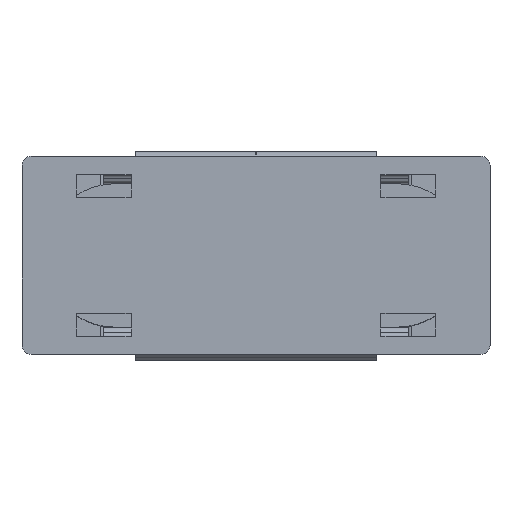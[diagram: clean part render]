
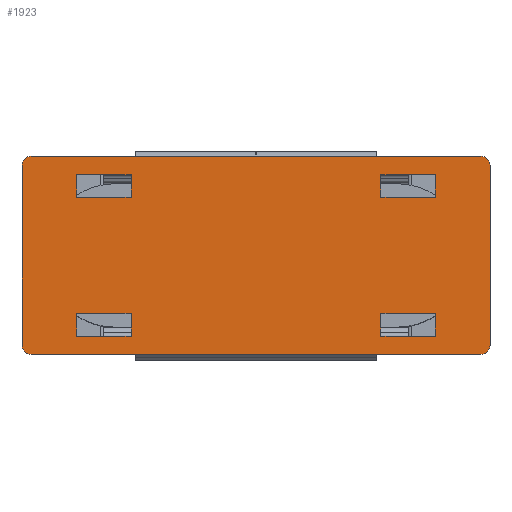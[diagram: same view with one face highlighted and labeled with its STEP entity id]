
A CAD part, top view. The second image highlights one B-rep face of the part: STEP entity #1923.
In plain terms, the highlighted planar face has unit normal (0, 0, 1).
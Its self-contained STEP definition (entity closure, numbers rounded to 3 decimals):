
#1923=ADVANCED_FACE('',(#5240,#5241,#5242,#5243,#5244),#5245,.T.);
#5240=FACE_BOUND('',#9285,.T.);
#5241=FACE_BOUND('',#9286,.T.);
#5242=FACE_OUTER_BOUND('',#9287,.T.);
#5243=FACE_BOUND('',#9288,.T.);
#5244=FACE_BOUND('',#9289,.T.);
#5245=PLANE('',#9290);
#9285=EDGE_LOOP('',(#22951,#22952,#22953,#22954));
#9286=EDGE_LOOP('',(#22955,#22956,#22957,#22958));
#9287=EDGE_LOOP('',(#22959,#22960,#22961,#22962,#22963,#22964,#22965,#22966));
#9288=EDGE_LOOP('',(#22967,#22968,#22969,#22970));
#9289=EDGE_LOOP('',(#22971,#22972,#22973,#22974));
#9290=AXIS2_PLACEMENT_3D('',#22975,#22976,#22977);
#22951=ORIENTED_EDGE('',*,*,#27936,.F.);
#22952=ORIENTED_EDGE('',*,*,#27937,.F.);
#22953=ORIENTED_EDGE('',*,*,#27938,.F.);
#22954=ORIENTED_EDGE('',*,*,#27939,.F.);
#22955=ORIENTED_EDGE('',*,*,#27940,.F.);
#22956=ORIENTED_EDGE('',*,*,#27941,.F.);
#22957=ORIENTED_EDGE('',*,*,#27942,.F.);
#22958=ORIENTED_EDGE('',*,*,#27943,.F.);
#22959=ORIENTED_EDGE('',*,*,#27944,.T.);
#22960=ORIENTED_EDGE('',*,*,#27945,.T.);
#22961=ORIENTED_EDGE('',*,*,#27946,.T.);
#22962=ORIENTED_EDGE('',*,*,#27947,.T.);
#22963=ORIENTED_EDGE('',*,*,#27948,.T.);
#22964=ORIENTED_EDGE('',*,*,#27949,.T.);
#22965=ORIENTED_EDGE('',*,*,#27950,.T.);
#22966=ORIENTED_EDGE('',*,*,#27951,.T.);
#22967=ORIENTED_EDGE('',*,*,#27952,.T.);
#22968=ORIENTED_EDGE('',*,*,#27953,.T.);
#22969=ORIENTED_EDGE('',*,*,#27954,.T.);
#22970=ORIENTED_EDGE('',*,*,#27955,.T.);
#22971=ORIENTED_EDGE('',*,*,#27956,.T.);
#22972=ORIENTED_EDGE('',*,*,#27957,.T.);
#22973=ORIENTED_EDGE('',*,*,#27958,.T.);
#22974=ORIENTED_EDGE('',*,*,#27959,.T.);
#22975=CARTESIAN_POINT('',(0.,0.,4.14));
#22976=DIRECTION('',(0.,0.,1.0));
#22977=DIRECTION('',(0.,1.0,0.));
#27936=EDGE_CURVE('',#35482,#35483,#35484,.T.);
#27937=EDGE_CURVE('',#35485,#35482,#35486,.T.);
#27938=EDGE_CURVE('',#35487,#35485,#35488,.T.);
#27939=EDGE_CURVE('',#35483,#35487,#35489,.T.);
#27940=EDGE_CURVE('',#35490,#35491,#35492,.T.);
#27941=EDGE_CURVE('',#35493,#35490,#35494,.T.);
#27942=EDGE_CURVE('',#35495,#35493,#35496,.T.);
#27943=EDGE_CURVE('',#35491,#35495,#35497,.T.);
#27944=EDGE_CURVE('',#35498,#35499,#35500,.T.);
#27945=EDGE_CURVE('',#35499,#35501,#35502,.T.);
#27946=EDGE_CURVE('',#35501,#35503,#35504,.T.);
#27947=EDGE_CURVE('',#35503,#35505,#35506,.T.);
#27948=EDGE_CURVE('',#35505,#35507,#35508,.T.);
#27949=EDGE_CURVE('',#35507,#35509,#35510,.T.);
#27950=EDGE_CURVE('',#35509,#35511,#35512,.T.);
#27951=EDGE_CURVE('',#35511,#35498,#35513,.T.);
#27952=EDGE_CURVE('',#35514,#35515,#35516,.T.);
#27953=EDGE_CURVE('',#35515,#35517,#35518,.T.);
#27954=EDGE_CURVE('',#35517,#35519,#35520,.T.);
#27955=EDGE_CURVE('',#35519,#35514,#35521,.T.);
#27956=EDGE_CURVE('',#35522,#35523,#35524,.T.);
#27957=EDGE_CURVE('',#35523,#35525,#35526,.T.);
#27958=EDGE_CURVE('',#35525,#35527,#35528,.T.);
#27959=EDGE_CURVE('',#35527,#35522,#35529,.T.);
#35482=VERTEX_POINT('',#47318);
#35483=VERTEX_POINT('',#47319);
#35484=LINE('',#47320,#47321);
#35485=VERTEX_POINT('',#47322);
#35486=LINE('',#47323,#47324);
#35487=VERTEX_POINT('',#47325);
#35488=LINE('',#47326,#47327);
#35489=LINE('',#47328,#47329);
#35490=VERTEX_POINT('',#47330);
#35491=VERTEX_POINT('',#47331);
#35492=LINE('',#47332,#47333);
#35493=VERTEX_POINT('',#47334);
#35494=LINE('',#47335,#47336);
#35495=VERTEX_POINT('',#47337);
#35496=LINE('',#47338,#47339);
#35497=LINE('',#47340,#47341);
#35498=VERTEX_POINT('',#47342);
#35499=VERTEX_POINT('',#47343);
#35500=LINE('',#47344,#47345);
#35501=VERTEX_POINT('',#47346);
#35502=CIRCLE('',#47347,0.2);
#35503=VERTEX_POINT('',#47348);
#35504=LINE('',#47349,#47350);
#35505=VERTEX_POINT('',#47351);
#35506=CIRCLE('',#47352,0.2);
#35507=VERTEX_POINT('',#47353);
#35508=LINE('',#47354,#47355);
#35509=VERTEX_POINT('',#47356);
#35510=CIRCLE('',#47357,0.2);
#35511=VERTEX_POINT('',#47358);
#35512=LINE('',#47359,#47360);
#35513=CIRCLE('',#47361,0.2);
#35514=VERTEX_POINT('',#47362);
#35515=VERTEX_POINT('',#47363);
#35516=LINE('',#47364,#47365);
#35517=VERTEX_POINT('',#47366);
#35518=LINE('',#47367,#47368);
#35519=VERTEX_POINT('',#47369);
#35520=LINE('',#47370,#47371);
#35521=LINE('',#47372,#47373);
#35522=VERTEX_POINT('',#47374);
#35523=VERTEX_POINT('',#47375);
#35524=LINE('',#47376,#47377);
#35525=VERTEX_POINT('',#47378);
#35526=LINE('',#47379,#47380);
#35527=VERTEX_POINT('',#47381);
#35528=LINE('',#47382,#47383);
#35529=LINE('',#47384,#47385);
#47318=CARTESIAN_POINT('',(-3.95,1.78,4.14));
#47319=CARTESIAN_POINT('',(-3.95,1.279,4.14));
#47320=CARTESIAN_POINT('',(-3.95,1.78,4.14));
#47321=VECTOR('',#53460,1000.0);
#47322=CARTESIAN_POINT('',(-2.75,1.78,4.14));
#47323=CARTESIAN_POINT('',(-2.75,1.78,4.14));
#47324=VECTOR('',#53461,1000.0);
#47325=CARTESIAN_POINT('',(-2.75,1.279,4.14));
#47326=CARTESIAN_POINT('',(-2.75,1.279,4.14));
#47327=VECTOR('',#53462,1000.0);
#47328=CARTESIAN_POINT('',(-3.95,1.279,4.14));
#47329=VECTOR('',#53463,1000.0);
#47330=CARTESIAN_POINT('',(3.95,-1.78,4.14));
#47331=CARTESIAN_POINT('',(3.95,-1.279,4.14));
#47332=CARTESIAN_POINT('',(3.95,-1.78,4.14));
#47333=VECTOR('',#53464,1000.0);
#47334=CARTESIAN_POINT('',(2.75,-1.78,4.14));
#47335=CARTESIAN_POINT('',(2.75,-1.78,4.14));
#47336=VECTOR('',#53465,1000.0);
#47337=CARTESIAN_POINT('',(2.75,-1.279,4.14));
#47338=CARTESIAN_POINT('',(2.75,-1.279,4.14));
#47339=VECTOR('',#53466,1000.0);
#47340=CARTESIAN_POINT('',(3.95,-1.279,4.14));
#47341=VECTOR('',#53467,1000.0);
#47342=CARTESIAN_POINT('',(-5.15,1.98,4.14));
#47343=CARTESIAN_POINT('',(-5.15,-1.98,4.14));
#47344=CARTESIAN_POINT('',(-5.15,2.18,4.14));
#47345=VECTOR('',#53468,1000.0);
#47346=CARTESIAN_POINT('',(-4.95,-2.18,4.14));
#47347=AXIS2_PLACEMENT_3D('',#53469,#53470,#53471);
#47348=CARTESIAN_POINT('',(4.95,-2.18,4.14));
#47349=CARTESIAN_POINT('',(-5.15,-2.18,4.14));
#47350=VECTOR('',#53472,1000.0);
#47351=CARTESIAN_POINT('',(5.15,-1.98,4.14));
#47352=AXIS2_PLACEMENT_3D('',#53473,#53474,#53475);
#47353=CARTESIAN_POINT('',(5.15,1.98,4.14));
#47354=CARTESIAN_POINT('',(5.15,-2.18,4.14));
#47355=VECTOR('',#53476,1000.0);
#47356=CARTESIAN_POINT('',(4.95,2.18,4.14));
#47357=AXIS2_PLACEMENT_3D('',#53477,#53478,#53479);
#47358=CARTESIAN_POINT('',(-4.95,2.18,4.14));
#47359=CARTESIAN_POINT('',(5.15,2.18,4.14));
#47360=VECTOR('',#53480,1000.0);
#47361=AXIS2_PLACEMENT_3D('',#53481,#53482,#53483);
#47362=CARTESIAN_POINT('',(2.75,1.78,4.14));
#47363=CARTESIAN_POINT('',(3.95,1.78,4.14));
#47364=CARTESIAN_POINT('',(2.75,1.78,4.14));
#47365=VECTOR('',#53484,1000.0);
#47366=CARTESIAN_POINT('',(3.95,1.279,4.14));
#47367=CARTESIAN_POINT('',(3.95,1.78,4.14));
#47368=VECTOR('',#53485,1000.0);
#47369=CARTESIAN_POINT('',(2.75,1.279,4.14));
#47370=CARTESIAN_POINT('',(3.95,1.279,4.14));
#47371=VECTOR('',#53486,1000.0);
#47372=CARTESIAN_POINT('',(2.75,1.279,4.14));
#47373=VECTOR('',#53487,1000.0);
#47374=CARTESIAN_POINT('',(-2.75,-1.78,4.14));
#47375=CARTESIAN_POINT('',(-3.95,-1.78,4.14));
#47376=CARTESIAN_POINT('',(-2.75,-1.78,4.14));
#47377=VECTOR('',#53488,1000.0);
#47378=CARTESIAN_POINT('',(-3.95,-1.279,4.14));
#47379=CARTESIAN_POINT('',(-3.95,-1.78,4.14));
#47380=VECTOR('',#53489,1000.0);
#47381=CARTESIAN_POINT('',(-2.75,-1.279,4.14));
#47382=CARTESIAN_POINT('',(-3.95,-1.279,4.14));
#47383=VECTOR('',#53490,1000.0);
#47384=CARTESIAN_POINT('',(-2.75,-1.279,4.14));
#47385=VECTOR('',#53491,1000.0);
#53460=DIRECTION('',(0.,-1.0,0.));
#53461=DIRECTION('',(-1.0,0.,0.));
#53462=DIRECTION('',(0.,1.0,0.));
#53463=DIRECTION('',(1.0,0.,0.));
#53464=DIRECTION('',(0.,1.0,0.));
#53465=DIRECTION('',(1.0,0.,0.));
#53466=DIRECTION('',(0.,-1.0,0.));
#53467=DIRECTION('',(-1.0,0.,0.));
#53468=DIRECTION('',(0.,-1.0,0.));
#53469=CARTESIAN_POINT('',(-4.95,-1.98,4.14));
#53470=DIRECTION('',(0.,0.,1.0));
#53471=DIRECTION('',(0.,1.0,0.));
#53472=DIRECTION('',(1.0,0.,0.));
#53473=CARTESIAN_POINT('',(4.95,-1.98,4.14));
#53474=DIRECTION('',(0.,0.,1.0));
#53475=DIRECTION('',(0.,1.0,0.));
#53476=DIRECTION('',(0.,1.0,0.));
#53477=CARTESIAN_POINT('',(4.95,1.98,4.14));
#53478=DIRECTION('',(0.,0.,1.0));
#53479=DIRECTION('',(0.,1.0,0.));
#53480=DIRECTION('',(-1.0,0.,0.));
#53481=CARTESIAN_POINT('',(-4.95,1.98,4.14));
#53482=DIRECTION('',(0.,0.,1.0));
#53483=DIRECTION('',(0.,1.0,0.));
#53484=DIRECTION('',(1.0,0.,0.));
#53485=DIRECTION('',(0.,-1.0,0.));
#53486=DIRECTION('',(-1.0,0.,0.));
#53487=DIRECTION('',(0.,1.0,0.));
#53488=DIRECTION('',(-1.0,0.,0.));
#53489=DIRECTION('',(0.,1.0,0.));
#53490=DIRECTION('',(1.0,0.,0.));
#53491=DIRECTION('',(0.,-1.0,0.));
